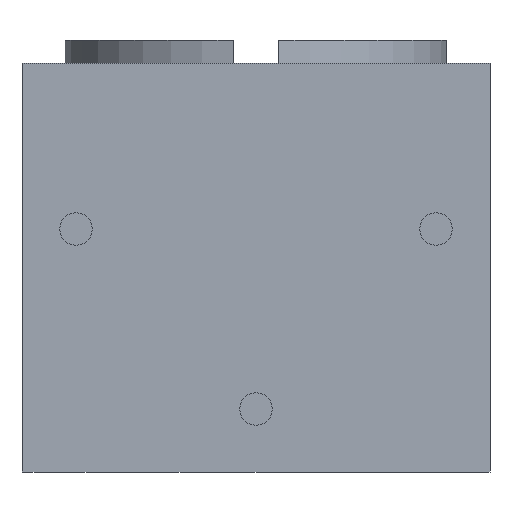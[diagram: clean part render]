
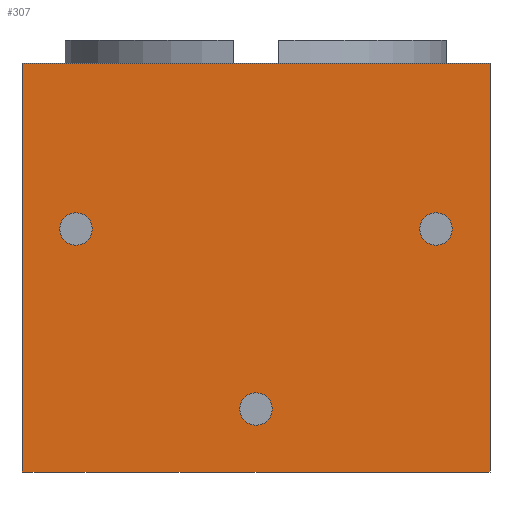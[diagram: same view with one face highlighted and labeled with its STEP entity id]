
A CAD part, front view. The second image highlights one B-rep face of the part: STEP entity #307.
In plain terms, the highlighted planar face has unit normal (0, -1, 0).
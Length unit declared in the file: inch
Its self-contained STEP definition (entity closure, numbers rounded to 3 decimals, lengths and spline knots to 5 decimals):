
#37=VECTOR('',#375,1.);
#38=VECTOR('',#376,1.);
#39=VECTOR('',#377,1.);
#40=VECTOR('',#378,1.);
#59=LINE('',#444,#37);
#60=LINE('',#447,#38);
#61=LINE('',#449,#39);
#62=LINE('',#451,#40);
#84=PLANE('',#334);
#94=VERTEX_POINT('',#429);
#96=VERTEX_POINT('',#435);
#98=VERTEX_POINT('',#441);
#99=VERTEX_POINT('',#445);
#100=VERTEX_POINT('',#446);
#101=VERTEX_POINT('',#448);
#102=VERTEX_POINT('',#450);
#120=CIRCLE('',#324,0.009);
#122=CIRCLE('',#328,0.009);
#124=CIRCLE('',#332,0.009);
#132=EDGE_CURVE('',#94,#94,#120,.T.);
#134=EDGE_CURVE('',#96,#96,#122,.T.);
#136=EDGE_CURVE('',#98,#98,#124,.T.);
#137=EDGE_CURVE('',#99,#100,#59,.T.);
#138=EDGE_CURVE('',#101,#99,#60,.T.);
#139=EDGE_CURVE('',#102,#101,#61,.T.);
#140=EDGE_CURVE('',#100,#102,#62,.T.);
#178=ORIENTED_EDGE('',*,*,#132,.T.);
#179=ORIENTED_EDGE('',*,*,#134,.T.);
#180=ORIENTED_EDGE('',*,*,#136,.T.);
#181=ORIENTED_EDGE('',*,*,#137,.F.);
#182=ORIENTED_EDGE('',*,*,#138,.F.);
#183=ORIENTED_EDGE('',*,*,#139,.F.);
#184=ORIENTED_EDGE('',*,*,#140,.F.);
#254=EDGE_LOOP('',(#178));
#255=EDGE_LOOP('',(#179));
#256=EDGE_LOOP('',(#180));
#257=EDGE_LOOP('',(#181,#182,#183,#184));
#282=FACE_BOUND('',#254,.T.);
#283=FACE_BOUND('',#255,.T.);
#284=FACE_BOUND('',#256,.T.);
#285=FACE_BOUND('',#257,.T.);
#307=ADVANCED_FACE('',(#282,#283,#284,#285),#84,.F.);
#324=AXIS2_PLACEMENT_3D('',#428,#357,#358);
#328=AXIS2_PLACEMENT_3D('',#434,#364,#365);
#332=AXIS2_PLACEMENT_3D('',#440,#371,#372);
#334=AXIS2_PLACEMENT_3D('',#443,#374,$);
#357=DIRECTION('',(0.,1.,0.));
#358=DIRECTION('',(0.009,0.,0.));
#364=DIRECTION('',(0.,1.,0.));
#365=DIRECTION('',(0.009,0.,0.));
#371=DIRECTION('',(0.,1.,0.));
#372=DIRECTION('',(0.009,0.,0.));
#374=DIRECTION('',(0.,1.,0.));
#375=DIRECTION('',(0.,0.,1.));
#376=DIRECTION('',(-1.,0.,0.));
#377=DIRECTION('',(0.,0.,-1.));
#378=DIRECTION('',(1.,0.,0.));
#428=CARTESIAN_POINT('',(-0.1,0.,0.0215));
#429=CARTESIAN_POINT('',(-0.091,0.,0.0215));
#434=CARTESIAN_POINT('',(0.1,0.,0.0215));
#435=CARTESIAN_POINT('',(0.109,0.,0.0215));
#440=CARTESIAN_POINT('',(0.,0.,-0.0785));
#441=CARTESIAN_POINT('',(0.009,0.,-0.0785));
#443=CARTESIAN_POINT('',(0.,0.,0.));
#444=CARTESIAN_POINT('',(-0.13,0.,-0.1135));
#445=CARTESIAN_POINT('',(-0.13,0.,-0.1135));
#446=CARTESIAN_POINT('',(-0.13,0.,0.1135));
#447=CARTESIAN_POINT('',(0.13,0.,-0.1135));
#448=CARTESIAN_POINT('',(0.13,0.,-0.1135));
#449=CARTESIAN_POINT('',(0.13,0.,0.1135));
#450=CARTESIAN_POINT('',(0.13,0.,0.1135));
#451=CARTESIAN_POINT('',(-0.13,0.,0.1135));
